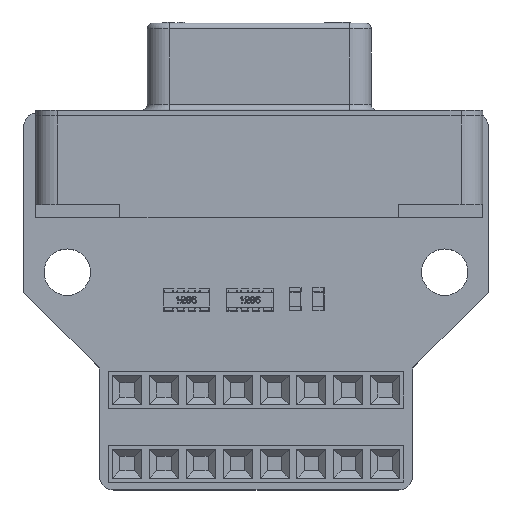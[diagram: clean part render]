
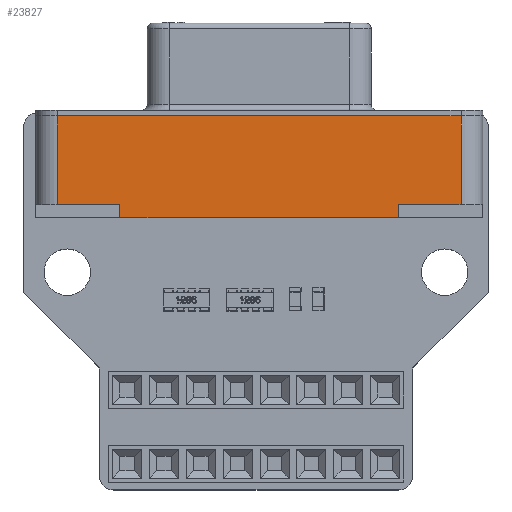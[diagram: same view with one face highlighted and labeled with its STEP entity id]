
A CAD part, top view. The second image highlights one B-rep face of the part: STEP entity #23827.
In plain terms, the highlighted face is planar.
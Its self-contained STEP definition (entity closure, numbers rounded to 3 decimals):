
#23245 = VERTEX_POINT('',#23246);
#23246 = CARTESIAN_POINT('',(-13.9,-4.45,-6.525));
#23272 = VERTEX_POINT('',#23273);
#23273 = CARTESIAN_POINT('',(-9.59,-4.45,-6.525));
#23279 = EDGE_CURVE('',#23272,#23245,#23280,.T.);
#23280 = LINE('',#23281,#23282);
#23281 = CARTESIAN_POINT('',(-13.9,-4.45,-6.525));
#23282 = VECTOR('',#23283,1.);
#23283 = DIRECTION('',(-1.,0.,0.));
#23304 = VERTEX_POINT('',#23305);
#23305 = CARTESIAN_POINT('',(13.9,-4.45,-6.525));
#23312 = EDGE_CURVE('',#23304,#23313,#23315,.T.);
#23313 = VERTEX_POINT('',#23314);
#23314 = CARTESIAN_POINT('',(9.59,-4.45,-6.525));
#23315 = LINE('',#23316,#23317);
#23316 = CARTESIAN_POINT('',(9.59,-4.45,-6.525));
#23317 = VECTOR('',#23318,1.);
#23318 = DIRECTION('',(-1.,0.,0.));
#23446 = EDGE_CURVE('',#23313,#23447,#23449,.T.);
#23447 = VERTEX_POINT('',#23448);
#23448 = CARTESIAN_POINT('',(9.59,-4.45,-7.4));
#23449 = LINE('',#23450,#23451);
#23450 = CARTESIAN_POINT('',(9.59,-4.45,-6.525));
#23451 = VECTOR('',#23452,1.);
#23452 = DIRECTION('',(0.,0.,-1.));
#23578 = VERTEX_POINT('',#23579);
#23579 = CARTESIAN_POINT('',(-9.59,-4.45,-7.4));
#23585 = EDGE_CURVE('',#23272,#23578,#23586,.T.);
#23586 = LINE('',#23587,#23588);
#23587 = CARTESIAN_POINT('',(-9.59,-4.45,-6.525));
#23588 = VECTOR('',#23589,1.);
#23589 = DIRECTION('',(0.,0.,-1.));
#23799 = EDGE_CURVE('',#23304,#23800,#23802,.T.);
#23800 = VERTEX_POINT('',#23801);
#23801 = CARTESIAN_POINT('',(13.9,-4.45,-0.4));
#23802 = LINE('',#23803,#23804);
#23803 = CARTESIAN_POINT('',(13.9,-4.45,-7.4));
#23804 = VECTOR('',#23805,1.);
#23805 = DIRECTION('',(0.,0.,1.));
#23827 = ADVANCED_FACE('',(#23828),#23855,.T.);
#23828 = FACE_BOUND('',#23829,.T.);
#23829 = EDGE_LOOP('',(#23830,#23831,#23837,#23838,#23839,#23840,#23848,
    #23854));
#23830 = ORIENTED_EDGE('',*,*,#23585,.T.);
#23831 = ORIENTED_EDGE('',*,*,#23832,.T.);
#23832 = EDGE_CURVE('',#23578,#23447,#23833,.T.);
#23833 = LINE('',#23834,#23835);
#23834 = CARTESIAN_POINT('',(-13.9,-4.45,-7.4));
#23835 = VECTOR('',#23836,1.);
#23836 = DIRECTION('',(1.,0.,0.));
#23837 = ORIENTED_EDGE('',*,*,#23446,.F.);
#23838 = ORIENTED_EDGE('',*,*,#23312,.F.);
#23839 = ORIENTED_EDGE('',*,*,#23799,.T.);
#23840 = ORIENTED_EDGE('',*,*,#23841,.T.);
#23841 = EDGE_CURVE('',#23800,#23842,#23844,.T.);
#23842 = VERTEX_POINT('',#23843);
#23843 = CARTESIAN_POINT('',(-13.9,-4.45,-0.4));
#23844 = LINE('',#23845,#23846);
#23845 = CARTESIAN_POINT('',(13.9,-4.45,-0.4));
#23846 = VECTOR('',#23847,1.);
#23847 = DIRECTION('',(-1.,0.,0.));
#23848 = ORIENTED_EDGE('',*,*,#23849,.F.);
#23849 = EDGE_CURVE('',#23245,#23842,#23850,.T.);
#23850 = LINE('',#23851,#23852);
#23851 = CARTESIAN_POINT('',(-13.9,-4.45,-7.4));
#23852 = VECTOR('',#23853,1.);
#23853 = DIRECTION('',(0.,0.,1.));
#23854 = ORIENTED_EDGE('',*,*,#23279,.F.);
#23855 = PLANE('',#23856);
#23856 = AXIS2_PLACEMENT_3D('',#23857,#23858,#23859);
#23857 = CARTESIAN_POINT('',(-13.9,-4.45,-7.4));
#23858 = DIRECTION('',(0.,-1.,0.));
#23859 = DIRECTION('',(1.,0.,0.));
